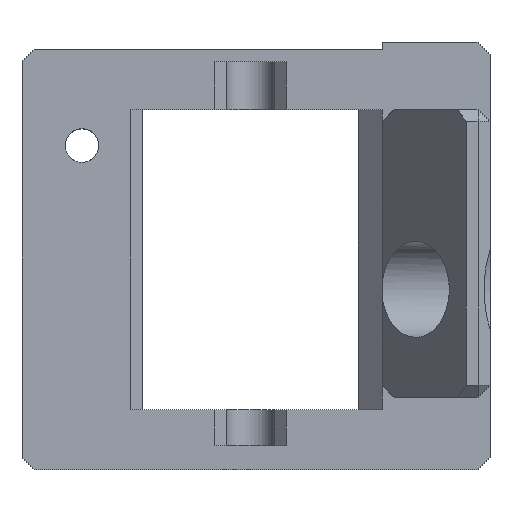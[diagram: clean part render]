
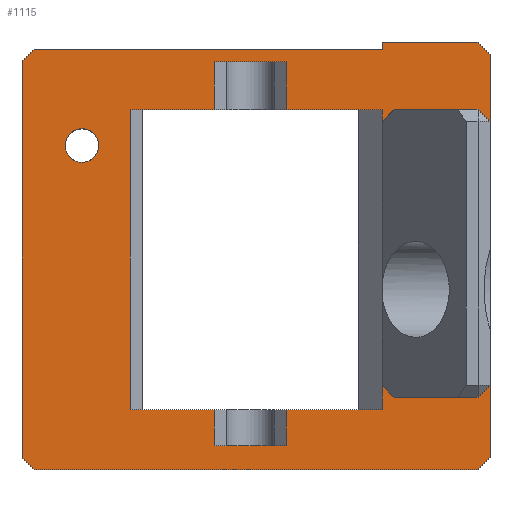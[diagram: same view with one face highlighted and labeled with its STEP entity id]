
A CAD part, top view. The second image highlights one B-rep face of the part: STEP entity #1115.
In plain terms, the highlighted planar face has unit normal (0, 0, 1).
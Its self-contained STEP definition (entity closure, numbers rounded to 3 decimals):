
#17=FACE_BOUND('',#153,.T.);
#37=CIRCLE('',#1196,1.4);
#91=FACE_OUTER_BOUND('',#152,.T.);
#152=EDGE_LOOP('',(#863,#864,#865,#866,#867,#868,#869,#870,#871,#872,#873,
#874,#875,#876,#877,#878,#879,#880,#881,#882,#883,#884,#885,#886,#887,#888,
#889,#890,#891,#892));
#153=EDGE_LOOP('',(#893));
#187=LINE('',#1551,#322);
#190=LINE('',#1556,#325);
#202=LINE('',#1583,#337);
#205=LINE('',#1589,#340);
#218=LINE('',#1625,#353);
#221=LINE('',#1632,#356);
#225=LINE('',#1639,#360);
#240=LINE('',#1671,#375);
#243=LINE('',#1677,#378);
#252=LINE('',#1695,#387);
#256=LINE('',#1702,#391);
#258=LINE('',#1705,#393);
#259=LINE('',#1709,#394);
#260=LINE('',#1713,#395);
#261=LINE('',#1714,#396);
#263=LINE('',#1720,#398);
#270=LINE('',#1735,#405);
#273=LINE('',#1741,#408);
#274=LINE('',#1743,#409);
#275=LINE('',#1744,#410);
#276=LINE('',#1746,#411);
#277=LINE('',#1748,#412);
#278=LINE('',#1750,#413);
#279=LINE('',#1752,#414);
#280=LINE('',#1753,#415);
#281=LINE('',#1754,#416);
#282=LINE('',#1756,#417);
#283=LINE('',#1758,#418);
#284=LINE('',#1759,#419);
#285=LINE('',#1760,#420);
#322=VECTOR('',#1245,10.);
#325=VECTOR('',#1248,10.);
#337=VECTOR('',#1270,10.);
#340=VECTOR('',#1275,10.);
#353=VECTOR('',#1308,10.);
#356=VECTOR('',#1315,10.);
#360=VECTOR('',#1323,10.);
#375=VECTOR('',#1350,10.);
#378=VECTOR('',#1355,10.);
#387=VECTOR('',#1370,10.);
#391=VECTOR('',#1376,10.);
#393=VECTOR('',#1380,10.);
#394=VECTOR('',#1385,10.);
#395=VECTOR('',#1390,10.);
#396=VECTOR('',#1391,10.);
#398=VECTOR('',#1395,10.);
#405=VECTOR('',#1406,10.);
#408=VECTOR('',#1411,10.);
#409=VECTOR('',#1412,10.);
#410=VECTOR('',#1413,10.);
#411=VECTOR('',#1414,10.);
#412=VECTOR('',#1415,10.);
#413=VECTOR('',#1416,10.);
#414=VECTOR('',#1417,10.);
#415=VECTOR('',#1418,10.);
#416=VECTOR('',#1419,10.);
#417=VECTOR('',#1420,10.);
#418=VECTOR('',#1421,10.);
#419=VECTOR('',#1422,10.);
#420=VECTOR('',#1423,10.);
#454=VERTEX_POINT('',#1543);
#457=VERTEX_POINT('',#1548);
#458=VERTEX_POINT('',#1550);
#460=VERTEX_POINT('',#1554);
#470=VERTEX_POINT('',#1581);
#472=VERTEX_POINT('',#1587);
#482=VERTEX_POINT('',#1624);
#483=VERTEX_POINT('',#1630);
#484=VERTEX_POINT('',#1631);
#485=VERTEX_POINT('',#1638);
#495=VERTEX_POINT('',#1669);
#496=VERTEX_POINT('',#1670);
#497=VERTEX_POINT('',#1675);
#498=VERTEX_POINT('',#1676);
#503=VERTEX_POINT('',#1693);
#504=VERTEX_POINT('',#1694);
#505=VERTEX_POINT('',#1699);
#506=VERTEX_POINT('',#1701);
#510=VERTEX_POINT('',#1717);
#511=VERTEX_POINT('',#1719);
#516=VERTEX_POINT('',#1732);
#517=VERTEX_POINT('',#1734);
#519=VERTEX_POINT('',#1740);
#520=VERTEX_POINT('',#1742);
#521=VERTEX_POINT('',#1745);
#522=VERTEX_POINT('',#1747);
#523=VERTEX_POINT('',#1749);
#524=VERTEX_POINT('',#1751);
#525=VERTEX_POINT('',#1755);
#526=VERTEX_POINT('',#1757);
#527=VERTEX_POINT('',#1761);
#556=EDGE_CURVE('',#457,#458,#187,.T.);
#559=EDGE_CURVE('',#460,#454,#190,.T.);
#573=EDGE_CURVE('',#470,#460,#202,.F.);
#576=EDGE_CURVE('',#470,#472,#205,.T.);
#593=EDGE_CURVE('',#458,#482,#218,.F.);
#596=EDGE_CURVE('',#483,#484,#221,.F.);
#600=EDGE_CURVE('',#485,#472,#225,.F.);
#615=EDGE_CURVE('',#495,#496,#240,.T.);
#618=EDGE_CURVE('',#497,#498,#243,.T.);
#627=EDGE_CURVE('',#503,#504,#252,.T.);
#631=EDGE_CURVE('',#505,#506,#256,.T.);
#633=EDGE_CURVE('',#497,#496,#258,.T.);
#635=EDGE_CURVE('',#495,#504,#259,.T.);
#637=EDGE_CURVE('',#503,#484,#260,.T.);
#638=EDGE_CURVE('',#485,#506,#261,.T.);
#640=EDGE_CURVE('',#510,#511,#263,.T.);
#647=EDGE_CURVE('',#516,#517,#270,.T.);
#650=EDGE_CURVE('',#457,#519,#273,.T.);
#651=EDGE_CURVE('',#520,#519,#274,.T.);
#652=EDGE_CURVE('',#520,#517,#275,.T.);
#653=EDGE_CURVE('',#516,#521,#276,.T.);
#654=EDGE_CURVE('',#522,#521,#277,.T.);
#655=EDGE_CURVE('',#522,#523,#278,.T.);
#656=EDGE_CURVE('',#524,#523,#279,.T.);
#657=EDGE_CURVE('',#524,#511,#280,.T.);
#658=EDGE_CURVE('',#510,#454,#281,.T.);
#659=EDGE_CURVE('',#525,#505,#282,.T.);
#660=EDGE_CURVE('',#526,#525,#283,.T.);
#661=EDGE_CURVE('',#526,#498,#284,.T.);
#662=EDGE_CURVE('',#483,#482,#285,.T.);
#663=EDGE_CURVE('',#527,#527,#37,.T.);
#863=ORIENTED_EDGE('',*,*,#650,.T.);
#864=ORIENTED_EDGE('',*,*,#651,.F.);
#865=ORIENTED_EDGE('',*,*,#652,.T.);
#866=ORIENTED_EDGE('',*,*,#647,.F.);
#867=ORIENTED_EDGE('',*,*,#653,.T.);
#868=ORIENTED_EDGE('',*,*,#654,.F.);
#869=ORIENTED_EDGE('',*,*,#655,.T.);
#870=ORIENTED_EDGE('',*,*,#656,.F.);
#871=ORIENTED_EDGE('',*,*,#657,.T.);
#872=ORIENTED_EDGE('',*,*,#640,.F.);
#873=ORIENTED_EDGE('',*,*,#658,.T.);
#874=ORIENTED_EDGE('',*,*,#559,.F.);
#875=ORIENTED_EDGE('',*,*,#573,.F.);
#876=ORIENTED_EDGE('',*,*,#576,.T.);
#877=ORIENTED_EDGE('',*,*,#600,.F.);
#878=ORIENTED_EDGE('',*,*,#638,.T.);
#879=ORIENTED_EDGE('',*,*,#631,.F.);
#880=ORIENTED_EDGE('',*,*,#659,.F.);
#881=ORIENTED_EDGE('',*,*,#660,.F.);
#882=ORIENTED_EDGE('',*,*,#661,.T.);
#883=ORIENTED_EDGE('',*,*,#618,.F.);
#884=ORIENTED_EDGE('',*,*,#633,.T.);
#885=ORIENTED_EDGE('',*,*,#615,.F.);
#886=ORIENTED_EDGE('',*,*,#635,.T.);
#887=ORIENTED_EDGE('',*,*,#627,.F.);
#888=ORIENTED_EDGE('',*,*,#637,.T.);
#889=ORIENTED_EDGE('',*,*,#596,.F.);
#890=ORIENTED_EDGE('',*,*,#662,.T.);
#891=ORIENTED_EDGE('',*,*,#593,.F.);
#892=ORIENTED_EDGE('',*,*,#556,.F.);
#893=ORIENTED_EDGE('',*,*,#663,.T.);
#1064=PLANE('',#1195);
#1115=ADVANCED_FACE('',(#91,#17),#1064,.T.);
#1195=AXIS2_PLACEMENT_3D('',#1739,#1409,#1410);
#1196=AXIS2_PLACEMENT_3D('',#1762,#1424,#1425);
#1245=DIRECTION('',(0.,1.,0.));
#1248=DIRECTION('',(0.,1.,0.));
#1270=DIRECTION('',(0.707,0.707,0.));
#1275=DIRECTION('',(1.,0.,0.));
#1308=DIRECTION('',(-0.707,0.707,0.));
#1315=DIRECTION('',(-0.707,-0.707,0.));
#1323=DIRECTION('',(0.707,-0.707,0.));
#1350=DIRECTION('',(-0.707,0.707,0.));
#1355=DIRECTION('',(0.707,0.707,0.));
#1370=DIRECTION('',(-0.707,-0.707,0.));
#1376=DIRECTION('',(0.707,-0.707,0.));
#1380=DIRECTION('',(0.,-1.,0.));
#1385=DIRECTION('',(1.,0.,0.));
#1390=DIRECTION('',(0.,1.,0.));
#1391=DIRECTION('',(0.,1.,0.));
#1395=DIRECTION('',(0.,1.,0.));
#1406=DIRECTION('',(0.,-1.,0.));
#1409=DIRECTION('center_axis',(0.,0.,1.));
#1410=DIRECTION('ref_axis',(1.,0.,0.));
#1411=DIRECTION('',(-1.,0.,0.));
#1412=DIRECTION('',(0.,1.,0.));
#1413=DIRECTION('',(-1.,0.,0.));
#1414=DIRECTION('',(-1.,0.,0.));
#1415=DIRECTION('',(0.,-1.,0.));
#1416=DIRECTION('',(1.,0.,0.));
#1417=DIRECTION('',(0.,-1.,0.));
#1418=DIRECTION('',(1.,0.,0.));
#1419=DIRECTION('',(1.,0.,0.));
#1420=DIRECTION('',(1.,0.,0.));
#1421=DIRECTION('',(0.,1.,0.));
#1422=DIRECTION('',(-1.,0.,0.));
#1423=DIRECTION('',(-1.,0.,0.));
#1424=DIRECTION('center_axis',(0.,0.,-1.));
#1425=DIRECTION('ref_axis',(-1.,0.,0.));
#1543=CARTESIAN_POINT('',(30.,30.,10.));
#1548=CARTESIAN_POINT('',(30.,5.,10.));
#1550=CARTESIAN_POINT('',(30.,7.,10.));
#1551=CARTESIAN_POINT('',(30.,23.75,10.));
#1554=CARTESIAN_POINT('',(30.,29.,10.));
#1556=CARTESIAN_POINT('',(30.,23.75,10.));
#1581=CARTESIAN_POINT('',(31.,30.,10.));
#1583=CARTESIAN_POINT('',(24.75,23.75,10.));
#1587=CARTESIAN_POINT('',(38.,30.,10.));
#1589=CARTESIAN_POINT('',(29.25,30.,10.));
#1624=CARTESIAN_POINT('',(31.,6.,10.));
#1625=CARTESIAN_POINT('',(25.,12.,10.));
#1630=CARTESIAN_POINT('',(38.,6.,10.));
#1631=CARTESIAN_POINT('',(39.,7.,10.));
#1632=CARTESIAN_POINT('',(36.5,4.5,10.));
#1638=CARTESIAN_POINT('',(39.,29.,10.));
#1639=CARTESIAN_POINT('',(36.75,31.25,10.));
#1669=CARTESIAN_POINT('',(1.,0.,10.));
#1670=CARTESIAN_POINT('',(0.,1.,10.));
#1671=CARTESIAN_POINT('',(1.,0.,10.));
#1675=CARTESIAN_POINT('',(0.,34.,10.));
#1676=CARTESIAN_POINT('',(1.,35.,10.));
#1677=CARTESIAN_POINT('',(1.,35.,10.));
#1693=CARTESIAN_POINT('',(39.,1.,10.));
#1694=CARTESIAN_POINT('',(38.,0.,10.));
#1695=CARTESIAN_POINT('',(38.,0.,10.));
#1699=CARTESIAN_POINT('',(38.,35.6,10.));
#1701=CARTESIAN_POINT('',(39.,34.6,10.));
#1702=CARTESIAN_POINT('',(38.15,35.45,10.));
#1705=CARTESIAN_POINT('',(0.,35.,10.));
#1709=CARTESIAN_POINT('',(0.,0.,10.));
#1713=CARTESIAN_POINT('',(39.,0.,10.));
#1714=CARTESIAN_POINT('',(39.,0.,10.));
#1717=CARTESIAN_POINT('',(22.,30.,10.));
#1719=CARTESIAN_POINT('',(22.,34.,10.));
#1720=CARTESIAN_POINT('',(22.,25.75,10.));
#1732=CARTESIAN_POINT('',(16.,5.,10.));
#1734=CARTESIAN_POINT('',(16.,2.,10.));
#1735=CARTESIAN_POINT('',(16.,9.75,10.));
#1739=CARTESIAN_POINT('Origin',(19.5,17.5,10.));
#1740=CARTESIAN_POINT('',(22.,5.,10.));
#1741=CARTESIAN_POINT('',(28.,5.,10.));
#1742=CARTESIAN_POINT('',(22.,2.,10.));
#1743=CARTESIAN_POINT('',(22.,25.75,10.));
#1744=CARTESIAN_POINT('',(20.25,2.,10.));
#1745=CARTESIAN_POINT('',(9.,5.,10.));
#1746=CARTESIAN_POINT('',(28.,5.,10.));
#1747=CARTESIAN_POINT('',(9.,30.,10.));
#1748=CARTESIAN_POINT('',(9.,11.25,10.));
#1749=CARTESIAN_POINT('',(16.,30.,10.));
#1750=CARTESIAN_POINT('',(10.,30.,10.));
#1751=CARTESIAN_POINT('',(16.,34.,10.));
#1752=CARTESIAN_POINT('',(16.,9.75,10.));
#1753=CARTESIAN_POINT('',(18.25,34.,10.));
#1754=CARTESIAN_POINT('',(10.,30.,10.));
#1755=CARTESIAN_POINT('',(30.,35.6,10.));
#1756=CARTESIAN_POINT('',(39.,35.6,10.));
#1757=CARTESIAN_POINT('',(30.,35.,10.));
#1758=CARTESIAN_POINT('',(30.,35.,10.));
#1759=CARTESIAN_POINT('',(39.,35.,10.));
#1760=CARTESIAN_POINT('',(24.75,6.,10.));
#1761=CARTESIAN_POINT('',(6.4,27.,10.));
#1762=CARTESIAN_POINT('Origin',(5.,27.,10.));
